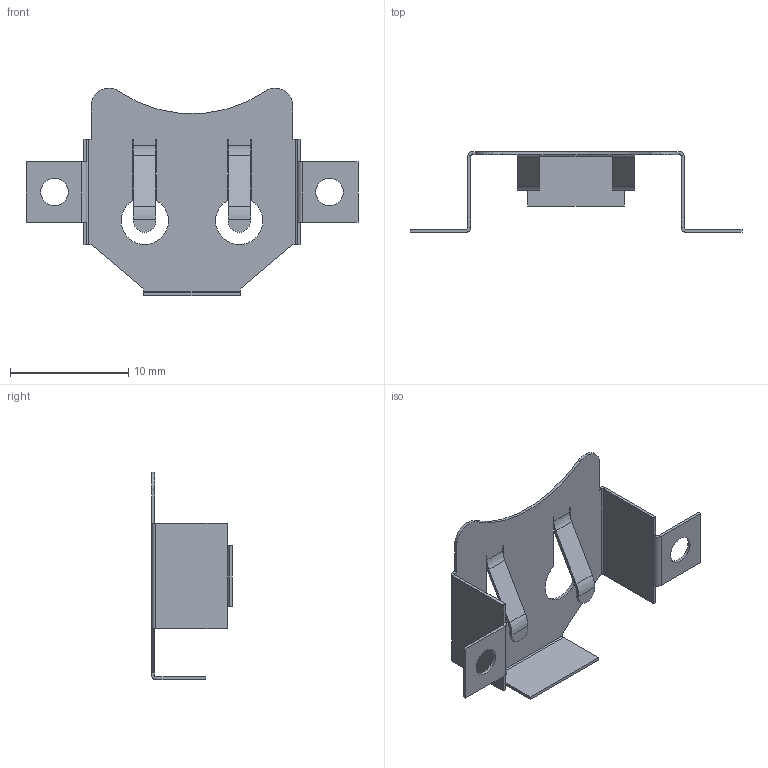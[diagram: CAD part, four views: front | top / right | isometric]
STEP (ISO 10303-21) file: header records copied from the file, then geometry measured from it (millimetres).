
FILE_DESCRIPTION (( 'STEP AP214' ), '1' );
FILE_NAME ('BK-5009.STEP', '2019-12-30T07:09:14', ( '' ), ( '' ), 'SwSTEP 2.0', 'SolidWorks 2017', '' );
FILE_SCHEMA (( 'AUTOMOTIVE_DESIGN' ));
Length unit declared in the file: millimetre
Products named in the file (1): BK-5009
Bounding box: 28.09 x 6.81 x 17.57 mm (x, y, z)
Volume: 110.3 mm3; surface area: 936.4 mm2
Topology: 1 solids, 1 shells, 127 faces, 308 edges, 184 vertices
Faces by surface type: plane 94, cylinder 33
Entity records: 3666 total; most frequent: DIRECTION 630, CARTESIAN_POINT 620, ORIENTED_EDGE 616, EDGE_CURVE 308, LINE 242, VECTOR 242, AXIS2_PLACEMENT_3D 194, VERTEX_POINT 184
